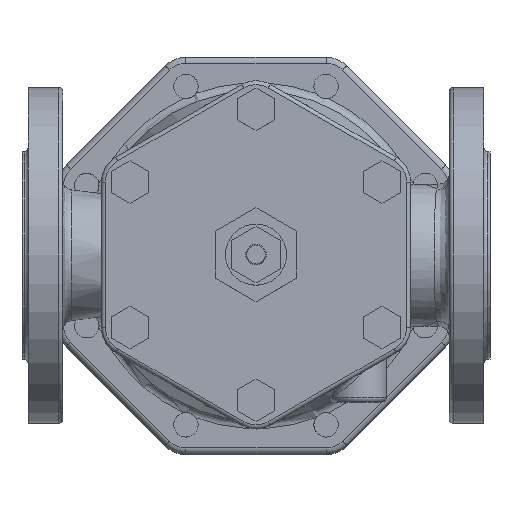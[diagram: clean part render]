
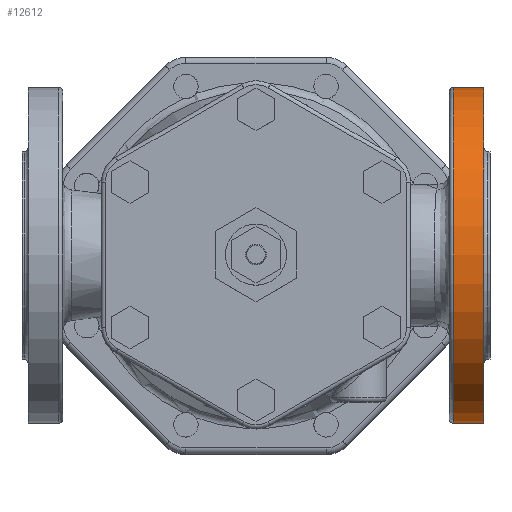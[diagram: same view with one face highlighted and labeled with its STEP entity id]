
A CAD part, top view. The second image highlights one B-rep face of the part: STEP entity #12612.
In plain terms, the highlighted cylindrical face has radius 82.5 mm (diameter 165 mm), a full revolution.
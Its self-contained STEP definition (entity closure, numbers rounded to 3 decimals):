
#2434=CYLINDRICAL_SURFACE('',#13854,82.5);
#2686=FACE_BOUND('',#4361,.T.);
#3394=FACE_OUTER_BOUND('',#4360,.T.);
#4360=EDGE_LOOP('',(#10917));
#4361=EDGE_LOOP('',(#10918));
#5132=CIRCLE('',#13841,82.5);
#5138=CIRCLE('',#13848,82.5);
#6272=VERTEX_POINT('',#31766);
#6278=VERTEX_POINT('',#31779);
#7905=EDGE_CURVE('',#6272,#6272,#5132,.T.);
#7911=EDGE_CURVE('',#6278,#6278,#5138,.T.);
#10917=ORIENTED_EDGE('',*,*,#7905,.T.);
#10918=ORIENTED_EDGE('',*,*,#7911,.F.);
#12612=ADVANCED_FACE('',(#3394,#2686),#2434,.T.);
#13841=AXIS2_PLACEMENT_3D('',#31767,#16875,#16876);
#13848=AXIS2_PLACEMENT_3D('',#31780,#16889,#16890);
#13854=AXIS2_PLACEMENT_3D('',#31832,#16901,#16902);
#16875=DIRECTION('center_axis',(-1.,0.,0.));
#16876=DIRECTION('ref_axis',(0.,0.,1.));
#16889=DIRECTION('center_axis',(-1.,0.,0.));
#16890=DIRECTION('ref_axis',(0.,0.,1.));
#16901=DIRECTION('center_axis',(-1.,0.,0.));
#16902=DIRECTION('ref_axis',(0.,0.,1.));
#31766=CARTESIAN_POINT('',(112.,0.,188.5));
#31767=CARTESIAN_POINT('Origin',(112.,0.,271.));
#31779=CARTESIAN_POINT('',(97.,0.,188.5));
#31780=CARTESIAN_POINT('Origin',(97.,0.,271.));
#31832=CARTESIAN_POINT('Origin',(115.,0.,271.));
